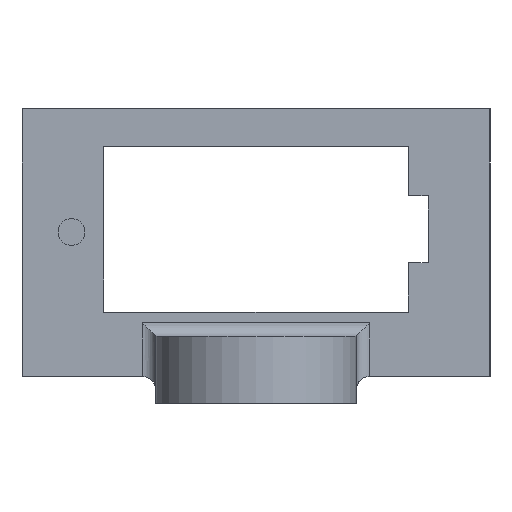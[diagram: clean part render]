
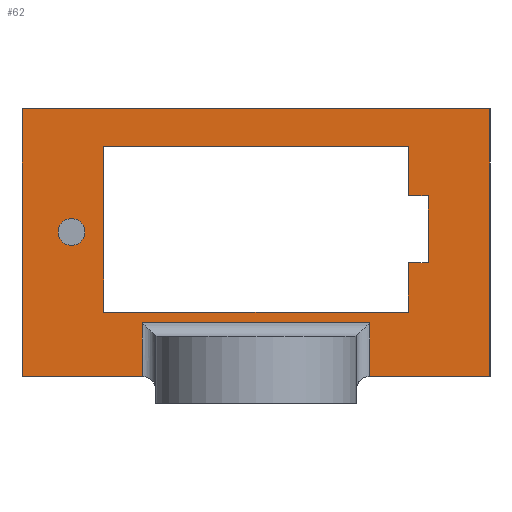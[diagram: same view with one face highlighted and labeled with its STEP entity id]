
A CAD part, left-side view. The second image highlights one B-rep face of the part: STEP entity #62.
In plain terms, the highlighted planar face has unit normal (-1, 0, 0).
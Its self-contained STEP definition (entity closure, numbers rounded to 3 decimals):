
#62=ADVANCED_FACE('',(#156,#158,#160),#162,.T.);
#156=FACE_BOUND('',#157,.T.);
#157=EDGE_LOOP('',(#347,#348,#349,#350,#351,#352,#353,#354));
#158=FACE_BOUND('',#159,.T.);
#159=EDGE_LOOP('',(#355));
#160=FACE_BOUND('',#161,.T.);
#161=EDGE_LOOP('',(#356,#357,#358,#359,#360,#361,#362,#363));
#162=PLANE('',#163);
#163=AXIS2_PLACEMENT_3D('',#164,#165,#166);
#164=CARTESIAN_POINT('',(19.,17.5,2.));
#165=DIRECTION('',(-1.,0.,0.));
#166=DIRECTION('',(0.,-1.,0.));
#347=ORIENTED_EDGE('',*,*,#476,.F.);
#348=ORIENTED_EDGE('',*,*,#477,.T.);
#349=ORIENTED_EDGE('',*,*,#478,.T.);
#350=ORIENTED_EDGE('',*,*,#479,.F.);
#351=ORIENTED_EDGE('',*,*,#480,.F.);
#352=ORIENTED_EDGE('',*,*,#481,.T.);
#353=ORIENTED_EDGE('',*,*,#482,.F.);
#354=ORIENTED_EDGE('',*,*,#461,.F.);
#355=ORIENTED_EDGE('',*,*,#483,.T.);
#356=ORIENTED_EDGE('',*,*,#484,.T.);
#357=ORIENTED_EDGE('',*,*,#485,.T.);
#358=ORIENTED_EDGE('',*,*,#486,.T.);
#359=ORIENTED_EDGE('',*,*,#487,.T.);
#360=ORIENTED_EDGE('',*,*,#488,.T.);
#361=ORIENTED_EDGE('',*,*,#489,.T.);
#362=ORIENTED_EDGE('',*,*,#490,.T.);
#363=ORIENTED_EDGE('',*,*,#491,.T.);
#461=EDGE_CURVE('',#540,#541,#542,.T.);
#476=EDGE_CURVE('',#565,#540,#566,.T.);
#477=EDGE_CURVE('',#565,#567,#568,.T.);
#478=EDGE_CURVE('',#567,#569,#570,.T.);
#479=EDGE_CURVE('',#571,#569,#572,.T.);
#480=EDGE_CURVE('',#573,#571,#574,.T.);
#481=EDGE_CURVE('',#573,#575,#576,.T.);
#482=EDGE_CURVE('',#541,#575,#577,.T.);
#483=EDGE_CURVE('',#578,#578,#579,.T.);
#484=EDGE_CURVE('',#580,#581,#582,.F.);
#485=EDGE_CURVE('',#581,#583,#584,.F.);
#486=EDGE_CURVE('',#583,#585,#586,.F.);
#487=EDGE_CURVE('',#585,#587,#588,.F.);
#488=EDGE_CURVE('',#587,#589,#590,.F.);
#489=EDGE_CURVE('',#589,#591,#592,.F.);
#490=EDGE_CURVE('',#591,#593,#594,.F.);
#491=EDGE_CURVE('',#593,#580,#595,.F.);
#540=VERTEX_POINT('',#680);
#541=VERTEX_POINT('',#681);
#542=LINE('',#682,#683);
#565=VERTEX_POINT('',#738);
#566=LINE('',#739,#740);
#567=VERTEX_POINT('',#742);
#568=LINE('',#743,#744);
#569=VERTEX_POINT('',#746);
#570=LINE('',#747,#748);
#571=VERTEX_POINT('',#750);
#572=LINE('',#751,#752);
#573=VERTEX_POINT('',#754);
#574=LINE('',#755,#756);
#575=VERTEX_POINT('',#758);
#576=LINE('',#759,#760);
#577=LINE('',#762,#763);
#578=VERTEX_POINT('',#765);
#579=CIRCLE('',#766,1.);
#580=VERTEX_POINT('',#770);
#581=VERTEX_POINT('',#771);
#582=LINE('',#772,#773);
#583=VERTEX_POINT('',#775);
#584=LINE('',#776,#777);
#585=VERTEX_POINT('',#779);
#586=LINE('',#780,#781);
#587=VERTEX_POINT('',#783);
#588=LINE('',#784,#785);
#589=VERTEX_POINT('',#787);
#590=LINE('',#788,#789);
#591=VERTEX_POINT('',#791);
#592=LINE('',#792,#793);
#593=VERTEX_POINT('',#795);
#594=LINE('',#796,#797);
#595=LINE('',#799,#800);
#680=CARTESIAN_POINT('',(19.,-8.5,6.));
#681=CARTESIAN_POINT('',(19.,8.5,6.));
#682=CARTESIAN_POINT('',(19.,-8.5,6.));
#683=VECTOR('',#684,1.);
#684=DIRECTION('',(0.,1.,0.));
#738=CARTESIAN_POINT('',(19.,-8.5,2.));
#739=CARTESIAN_POINT('',(19.,-8.5,2.));
#740=VECTOR('',#741,1.);
#741=DIRECTION('',(0.,0.,1.));
#742=CARTESIAN_POINT('',(19.,-17.5,2.));
#743=CARTESIAN_POINT('',(19.,-8.5,2.));
#744=VECTOR('',#745,1.);
#745=DIRECTION('',(0.,-1.,0.));
#746=CARTESIAN_POINT('',(19.,-17.5,22.));
#747=CARTESIAN_POINT('',(19.,-17.5,2.));
#748=VECTOR('',#749,1.);
#749=DIRECTION('',(0.,0.,1.));
#750=CARTESIAN_POINT('',(19.,17.5,22.));
#751=CARTESIAN_POINT('',(19.,17.5,22.));
#752=VECTOR('',#753,1.);
#753=DIRECTION('',(0.,-1.,0.));
#754=CARTESIAN_POINT('',(19.,17.5,2.));
#755=CARTESIAN_POINT('',(19.,17.5,2.));
#756=VECTOR('',#757,1.);
#757=DIRECTION('',(0.,0.,1.));
#758=CARTESIAN_POINT('',(19.,8.5,2.));
#759=CARTESIAN_POINT('',(19.,17.5,2.));
#760=VECTOR('',#761,1.);
#761=DIRECTION('',(0.,-1.,0.));
#762=CARTESIAN_POINT('',(19.,8.5,6.));
#763=VECTOR('',#764,1.);
#764=DIRECTION('',(0.,0.,-1.));
#765=CARTESIAN_POINT('',(19.,13.8,11.8));
#766=AXIS2_PLACEMENT_3D('',#767,#768,#769);
#767=CARTESIAN_POINT('',(19.,13.8,12.8));
#768=DIRECTION('',(1.,0.,0.));
#769=DIRECTION('',(0.,0.,-1.));
#770=CARTESIAN_POINT('',(19.,-11.4,19.2));
#771=CARTESIAN_POINT('',(19.,-11.4,15.5));
#772=CARTESIAN_POINT('',(19.,-11.4,15.5));
#773=VECTOR('',#774,1.);
#774=DIRECTION('',(0.,0.,1.));
#775=CARTESIAN_POINT('',(19.,-12.886,15.5));
#776=CARTESIAN_POINT('',(19.,-12.886,15.5));
#777=VECTOR('',#778,1.);
#778=DIRECTION('',(0.,1.,0.));
#779=CARTESIAN_POINT('',(19.,-12.886,10.5));
#780=CARTESIAN_POINT('',(19.,-12.886,10.5));
#781=VECTOR('',#782,1.);
#782=DIRECTION('',(0.,0.,1.));
#783=CARTESIAN_POINT('',(19.,-11.4,10.5));
#784=CARTESIAN_POINT('',(19.,-11.4,10.5));
#785=VECTOR('',#786,1.);
#786=DIRECTION('',(0.,-1.,0.));
#787=CARTESIAN_POINT('',(19.,-11.4,6.8));
#788=CARTESIAN_POINT('',(19.,-11.4,6.8));
#789=VECTOR('',#790,1.);
#790=DIRECTION('',(0.,0.,1.));
#791=CARTESIAN_POINT('',(19.,11.4,6.8));
#792=CARTESIAN_POINT('',(19.,11.4,6.8));
#793=VECTOR('',#794,1.);
#794=DIRECTION('',(0.,-1.,0.));
#795=CARTESIAN_POINT('',(19.,11.4,19.2));
#796=CARTESIAN_POINT('',(19.,11.4,19.2));
#797=VECTOR('',#798,1.);
#798=DIRECTION('',(0.,0.,-1.));
#799=CARTESIAN_POINT('',(19.,-11.4,19.2));
#800=VECTOR('',#801,1.);
#801=DIRECTION('',(0.,1.,0.));
